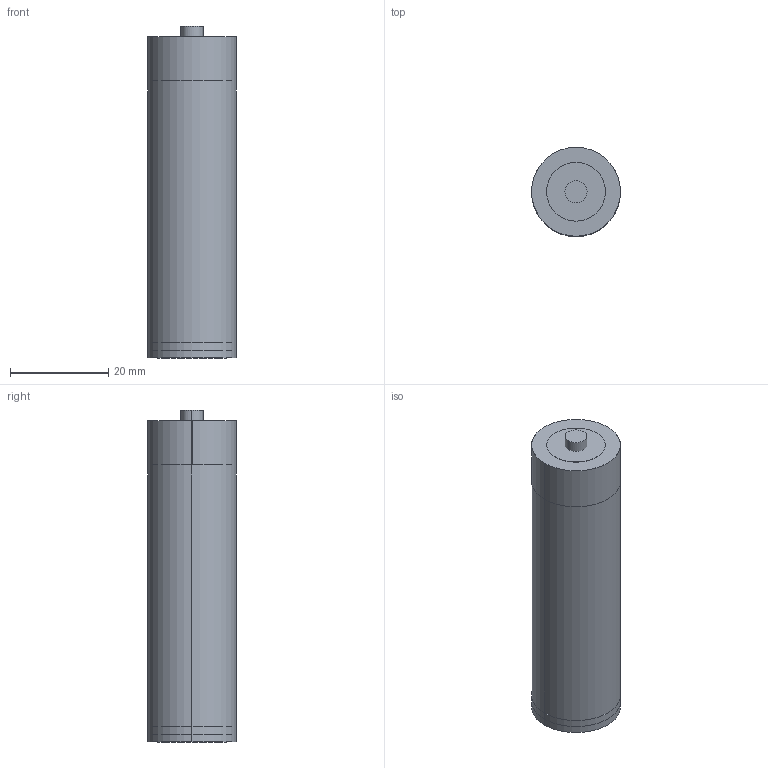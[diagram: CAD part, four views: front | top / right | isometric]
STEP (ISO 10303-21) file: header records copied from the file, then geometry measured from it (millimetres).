
FILE_DESCRIPTION (( 'STEP AP214' ), '1' );
FILE_NAME ('User Library-IRC18650-1.STEP', '2018-11-14T02:06:50', ( '' ), ( '' ), 'SwSTEP 2.0', 'SolidWorks 2018', '' );
FILE_SCHEMA (( 'AUTOMOTIVE_DESIGN' ));
Length unit declared in the file: millimetre
Products named in the file (15): User Library-IRC18650-1_Free-Models; User Library-IRC18650-1; User Library-IRC18650-1_1126349120; User Library-IRC18650-1_Cylinder; User Library-IRC18650-1_1126349760; User Library-IRC18650-1_Cylinder_6; User Library-IRC18650-1_1126347712; User Library-IRC18650-1_Cylinder_4; User Library-IRC18650-1_1126342464; User Library-IRC18650-1_1126347968; User Library-IRC18650-1_Cylinder_2; User Library-IRC18650-1_1126348608; User Library-IRC18650-1_Board; User Library-IRC18650-1_Cylinder_3; User Library-IRC18650-1_Cylinder_5
Assembly tree (14 placements, depth 4):
  User Library-IRC18650-1
    User Library-IRC18650-1_Board
    User Library-IRC18650-1_Free-Models
      User Library-IRC18650-1_1126349760
        User Library-IRC18650-1_Cylinder
      User Library-IRC18650-1_1126348608
        User Library-IRC18650-1_Cylinder_2
      User Library-IRC18650-1_1126347712
        User Library-IRC18650-1_Cylinder_3
      User Library-IRC18650-1_1126342464
        User Library-IRC18650-1_Cylinder_4
      User Library-IRC18650-1_1126347968
        User Library-IRC18650-1_Cylinder_5
      User Library-IRC18650-1_1126349120
        User Library-IRC18650-1_Cylinder_6
Bounding box: 18.15 x 18.15 x 67.69 mm (x, y, z)
Volume: 19710.3 mm3; surface area: 6641.5 mm2
Topology: 7 solids, 7 shells, 30 faces, 48 edges, 32 vertices
Faces by surface type: plane 18, cylinder 12
Entity records: 1538 total; most frequent: DIRECTION 180, CARTESIAN_POINT 134, ORIENTED_EDGE 96, AXIS2_PLACEMENT_3D 78, UNCERTAINTY_MEASURE_WITH_UNIT 59, EDGE_CURVE 48, SURFACE_STYLE_USAGE 44, COLOUR_RGB 44
